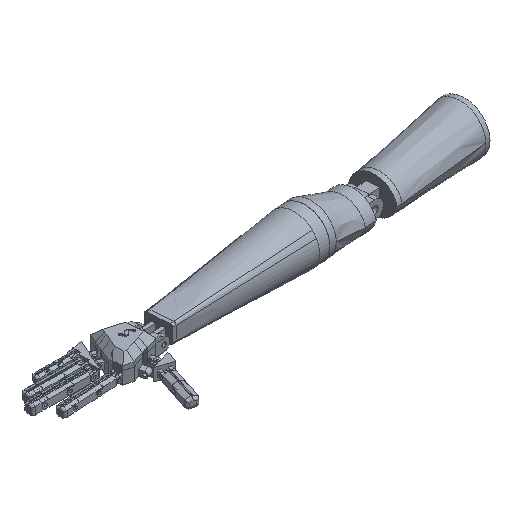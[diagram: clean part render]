
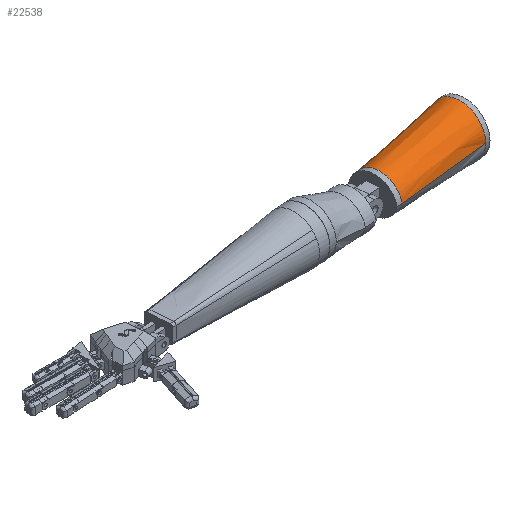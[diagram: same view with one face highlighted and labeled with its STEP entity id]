
A CAD part, isometric view. The second image highlights one B-rep face of the part: STEP entity #22538.
In plain terms, the highlighted free-form (B-spline) face has degree [3, 3] with [10, 4] control points.
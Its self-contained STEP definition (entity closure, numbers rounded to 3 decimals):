
#22405 = VERTEX_POINT('',#22406);
#22406 = CARTESIAN_POINT('',(454.3,142.085,
    68.483));
#22420 = VERTEX_POINT('',#22421);
#22421 = CARTESIAN_POINT('',(445.177,278.746,
    68.483));
#22427 = EDGE_CURVE('',#22405,#22420,#22428,.T.);
#22428 = ( BOUNDED_CURVE() B_SPLINE_CURVE(2,(#22429,#22430,#22431,#22432
,#22433),.UNSPECIFIED.,.F.,.F.) B_SPLINE_CURVE_WITH_KNOTS((3,2,3),(
-3.142,-1.571,0.),.PIECEWISE_BEZIER_KNOTS.) CURVE() 
GEOMETRIC_REPRESENTATION_ITEM() RATIONAL_B_SPLINE_CURVE((1.,
0.707,1.,0.707,1.)) REPRESENTATION_ITEM('') );
#22429 = CARTESIAN_POINT('',(454.3,142.085,
    68.483));
#22430 = CARTESIAN_POINT('',(454.3,142.085,
    136.966));
#22431 = CARTESIAN_POINT('',(449.739,210.416,
    136.966));
#22432 = CARTESIAN_POINT('',(445.177,278.746,
    136.966));
#22433 = CARTESIAN_POINT('',(445.177,278.746,
    68.483));
#22471 = VERTEX_POINT('',#22472);
#22472 = CARTESIAN_POINT('',(216.68,255.399,
    48.325));
#22478 = EDGE_CURVE('',#22471,#22420,#22479,.T.);
#22479 = B_SPLINE_CURVE_WITH_KNOTS('',1,(#22480,#22481),.UNSPECIFIED.,
  .F.,.F.,(2,2),(0.,1.),.PIECEWISE_BEZIER_KNOTS.);
#22480 = CARTESIAN_POINT('',(216.68,255.399,
    48.325));
#22481 = CARTESIAN_POINT('',(445.177,278.746,
    68.483));
#22485 = EDGE_CURVE('',#22486,#22405,#22488,.T.);
#22486 = VERTEX_POINT('',#22487);
#22487 = CARTESIAN_POINT('',(224.727,134.854,
    48.325));
#22488 = B_SPLINE_CURVE_WITH_KNOTS('',1,(#22489,#22490),.UNSPECIFIED.,
  .F.,.F.,(2,2),(0.,1.),.PIECEWISE_BEZIER_KNOTS.);
#22489 = CARTESIAN_POINT('',(224.727,134.854,
    48.325));
#22490 = CARTESIAN_POINT('',(454.3,142.085,
    68.483));
#22538 = ADVANCED_FACE('',(#22539),#22552,.T.);
#22539 = FACE_BOUND('',#22540,.T.);
#22540 = EDGE_LOOP('',(#22541,#22549,#22550,#22551));
#22541 = ORIENTED_EDGE('',*,*,#22542,.T.);
#22542 = EDGE_CURVE('',#22471,#22486,#22543,.T.);
#22543 = ( BOUNDED_CURVE() B_SPLINE_CURVE(2,(#22544,#22545,#22546,#22547
,#22548),.UNSPECIFIED.,.F.,.F.) B_SPLINE_CURVE_WITH_KNOTS((3,2,3),(0.,
1.349,2.699),.UNSPECIFIED.) CURVE() 
GEOMETRIC_REPRESENTATION_ITEM() RATIONAL_B_SPLINE_CURVE((1.,
0.781,1.,0.781,1.)) REPRESENTATION_ITEM('') );
#22544 = CARTESIAN_POINT('',(216.68,255.399,
    48.325));
#22545 = CARTESIAN_POINT('',(217.404,244.55,
    96.65));
#22546 = CARTESIAN_POINT('',(220.704,195.126,
    96.65));
#22547 = CARTESIAN_POINT('',(224.003,145.703,
    96.65));
#22548 = CARTESIAN_POINT('',(224.727,134.854,
    48.325));
#22549 = ORIENTED_EDGE('',*,*,#22485,.T.);
#22550 = ORIENTED_EDGE('',*,*,#22427,.T.);
#22551 = ORIENTED_EDGE('',*,*,#22478,.F.);
#22552 = B_SPLINE_SURFACE_WITH_KNOTS('',3,3,(
    (#22553,#22554,#22555,#22556)
    ,(#22557,#22558,#22559,#22560)
    ,(#22561,#22562,#22563,#22564)
    ,(#22565,#22566,#22567,#22568)
    ,(#22569,#22570,#22571,#22572)
    ,(#22573,#22574,#22575,#22576)
    ,(#22577,#22578,#22579,#22580)
    ,(#22581,#22582,#22583,#22584)
    ,(#22585,#22586,#22587,#22588)
    ,(#22589,#22590,#22591,#22592
    )),.UNSPECIFIED.,.F.,.F.,.F.,(4,1,1,1,1,1,1,4),(4,4),(0.,
    0.143,0.286,0.429,0.571,
    0.714,0.857,1.),(0.,1.),.UNSPECIFIED.);
#22553 = CARTESIAN_POINT('',(216.68,255.399,
    48.325));
#22554 = CARTESIAN_POINT('',(292.846,263.181,
    55.044));
#22555 = CARTESIAN_POINT('',(369.011,270.964,
    61.764));
#22556 = CARTESIAN_POINT('',(445.177,278.746,
    68.483));
#22557 = CARTESIAN_POINT('',(216.796,253.656,
    56.089));
#22558 = CARTESIAN_POINT('',(292.923,262.021,
    63.635));
#22559 = CARTESIAN_POINT('',(369.05,270.381,
    71.182));
#22560 = CARTESIAN_POINT('',(445.177,278.746,
    78.728));
#22561 = CARTESIAN_POINT('',(217.231,247.149,
    70.933));
#22562 = CARTESIAN_POINT('',(293.317,256.127,
    80.36));
#22563 = CARTESIAN_POINT('',(369.402,265.107,
    89.787));
#22564 = CARTESIAN_POINT('',(445.488,274.086,
    99.214));
#22565 = CARTESIAN_POINT('',(218.393,229.744,
    87.881));
#22566 = CARTESIAN_POINT('',(294.528,237.988,
    99.872));
#22567 = CARTESIAN_POINT('',(370.663,246.229,
    111.862));
#22568 = CARTESIAN_POINT('',(446.798,254.472,
    123.853));
#22569 = CARTESIAN_POINT('',(219.894,207.26,
    97.031));
#22570 = CARTESIAN_POINT('',(296.159,213.554,
    110.532));
#22571 = CARTESIAN_POINT('',(372.424,219.848,
    124.034));
#22572 = CARTESIAN_POINT('',(448.689,226.142,
    137.534));
#22573 = CARTESIAN_POINT('',(221.514,182.992,
    97.029));
#22574 = CARTESIAN_POINT('',(297.938,186.892,
    110.53));
#22575 = CARTESIAN_POINT('',(374.363,190.79,
    124.03));
#22576 = CARTESIAN_POINT('',(450.788,194.69,
    137.531));
#22577 = CARTESIAN_POINT('',(223.015,160.508,
    87.883));
#22578 = CARTESIAN_POINT('',(299.57,162.457,
    99.874));
#22579 = CARTESIAN_POINT('',(376.125,164.408,
    111.865));
#22580 = CARTESIAN_POINT('',(452.68,166.357,
    123.856));
#22581 = CARTESIAN_POINT('',(224.176,143.105,
    70.931));
#22582 = CARTESIAN_POINT('',(300.78,144.32,
    80.358));
#22583 = CARTESIAN_POINT('',(377.385,145.534,
    89.784));
#22584 = CARTESIAN_POINT('',(453.989,146.748,
    99.211));
#22585 = CARTESIAN_POINT('',(224.611,136.597,
    56.089));
#22586 = CARTESIAN_POINT('',(301.174,138.425,
    63.635));
#22587 = CARTESIAN_POINT('',(377.737,140.257,
    71.182));
#22588 = CARTESIAN_POINT('',(454.3,142.085,
    78.728));
#22589 = CARTESIAN_POINT('',(224.727,134.854,
    48.325));
#22590 = CARTESIAN_POINT('',(301.251,137.264,
    55.044));
#22591 = CARTESIAN_POINT('',(377.776,139.675,
    61.764));
#22592 = CARTESIAN_POINT('',(454.3,142.085,
    68.483));
